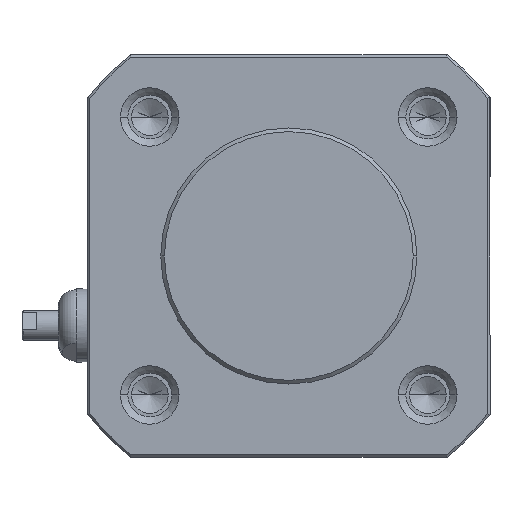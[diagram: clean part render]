
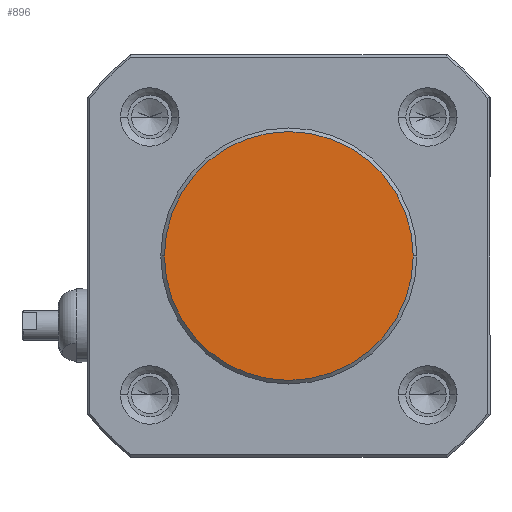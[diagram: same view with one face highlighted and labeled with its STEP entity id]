
A CAD part, left-side view. The second image highlights one B-rep face of the part: STEP entity #896.
In plain terms, the highlighted planar face has unit normal (-1, 0, 0).
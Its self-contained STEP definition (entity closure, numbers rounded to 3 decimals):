
#281 = EDGE_LOOP ( 'NONE', ( #19608, #9809 ) ) ;
#896 = ADVANCED_FACE ( 'NONE', ( #17729 ), #27295, .F. ) ;
#1499 = VERTEX_POINT ( 'NONE', #17218 ) ;
#3465 = DIRECTION ( 'NONE',  ( 1., 0., 0. ) ) ;
#5368 = CARTESIAN_POINT ( 'NONE',  ( 0., 0., 0. ) ) ;
#6980 = CARTESIAN_POINT ( 'NONE',  ( 0., 0., -17. ) ) ;
#7886 = DIRECTION ( 'NONE',  ( 0., 0., -1. ) ) ;
#8723 = CIRCLE ( 'NONE', #12733, 17. ) ;
#9809 = ORIENTED_EDGE ( 'NONE', *, *, #16353, .T. ) ;
#10016 = CARTESIAN_POINT ( 'NONE',  ( 0., 0., 0. ) ) ;
#12733 = AXIS2_PLACEMENT_3D ( 'NONE', #10016, #24241, #26303 ) ;
#12817 = AXIS2_PLACEMENT_3D ( 'NONE', #5368, #22572, #7886 ) ;
#13035 = DIRECTION ( 'NONE',  ( 0., 0., -1. ) ) ;
#14071 = EDGE_CURVE ( 'NONE', #18602, #1499, #22785, .T. ) ;
#15407 = CARTESIAN_POINT ( 'NONE',  ( 0., 17.5, 0. ) ) ;
#16353 = EDGE_CURVE ( 'NONE', #1499, #18602, #8723, .T. ) ;
#17218 = CARTESIAN_POINT ( 'NONE',  ( 0., 0., 17. ) ) ;
#17729 = FACE_OUTER_BOUND ( 'NONE', #281, .T. ) ;
#18602 = VERTEX_POINT ( 'NONE', #6980 ) ;
#19608 = ORIENTED_EDGE ( 'NONE', *, *, #14071, .T. ) ;
#22572 = DIRECTION ( 'NONE',  ( -1., 0., 0. ) ) ;
#22785 = CIRCLE ( 'NONE', #12817, 17. ) ;
#24241 = DIRECTION ( 'NONE',  ( -1., 0., 0. ) ) ;
#25704 = AXIS2_PLACEMENT_3D ( 'NONE', #15407, #3465, #13035 ) ;
#26303 = DIRECTION ( 'NONE',  ( 0., 0., -1. ) ) ;
#27295 = PLANE ( 'NONE',  #25704 ) ;
